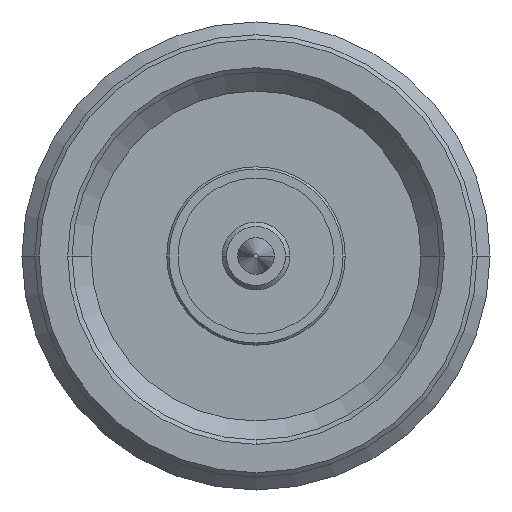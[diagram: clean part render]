
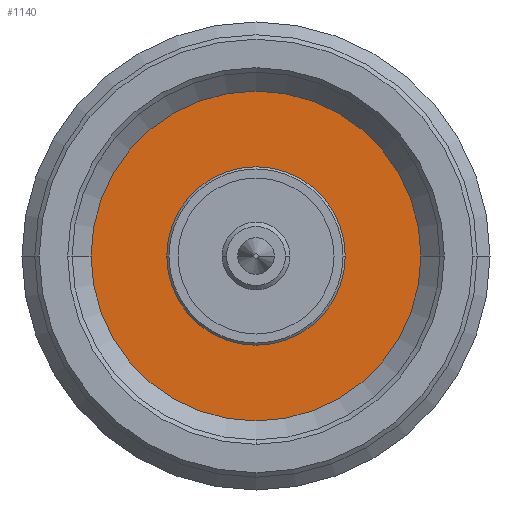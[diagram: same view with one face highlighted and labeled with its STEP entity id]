
A CAD part, left-side view. The second image highlights one B-rep face of the part: STEP entity #1140.
In plain terms, the highlighted planar face has unit normal (-1, 0, 0).
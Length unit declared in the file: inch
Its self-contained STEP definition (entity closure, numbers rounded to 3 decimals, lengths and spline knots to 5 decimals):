
#208 = FACE_BOUND ( 'NONE', #5292, .T. ) ;
#609 = DIRECTION ( 'NONE',  ( 0., 1., 0. ) ) ;
#696 = CARTESIAN_POINT ( 'NONE',  ( 0.44094, 0., 0. ) ) ;
#995 = AXIS2_PLACEMENT_3D ( 'NONE', #696, #3351, #2870 ) ;
#1028 = AXIS2_PLACEMENT_3D ( 'NONE', #5377, #6550, #5409 ) ;
#1140 = ADVANCED_FACE ( 'NONE', ( #208, #3996 ), #3460, .T. ) ;
#1348 = EDGE_CURVE ( 'NONE', #5582, #6719, #5537, .T. ) ;
#1488 = DIRECTION ( 'NONE',  ( 1., 0., 0. ) ) ;
#1890 = AXIS2_PLACEMENT_3D ( 'NONE', #2553, #1488, #5686 ) ;
#2131 = CARTESIAN_POINT ( 'NONE',  ( 0.44094, 0.34843, 0. ) ) ;
#2234 = CARTESIAN_POINT ( 'NONE',  ( 0.44094, 0.15768, 0. ) ) ;
#2488 = DIRECTION ( 'NONE',  ( -1., 0., 0. ) ) ;
#2553 = CARTESIAN_POINT ( 'NONE',  ( 0.44094, 0., 0. ) ) ;
#2682 = EDGE_CURVE ( 'NONE', #5577, #3848, #4931, .T. ) ;
#2870 = DIRECTION ( 'NONE',  ( 0., 1., 0. ) ) ;
#3284 = CARTESIAN_POINT ( 'NONE',  ( 0.44094, -0.34843, 0. ) ) ;
#3351 = DIRECTION ( 'NONE',  ( -1., 0., 0. ) ) ;
#3460 = PLANE ( 'NONE',  #3956 ) ;
#3645 = DIRECTION ( 'NONE',  ( 0., 0., 1. ) ) ;
#3722 = DIRECTION ( 'NONE',  ( 1., 0., 0. ) ) ;
#3848 = VERTEX_POINT ( 'NONE', #3284 ) ;
#3956 = AXIS2_PLACEMENT_3D ( 'NONE', #5624, #2488, #3645 ) ;
#3996 = FACE_OUTER_BOUND ( 'NONE', #5717, .T. ) ;
#4199 = ORIENTED_EDGE ( 'NONE', *, *, #6337, .T. ) ;
#4310 = CARTESIAN_POINT ( 'NONE',  ( 0.44094, -0.15768, 0. ) ) ;
#4931 = CIRCLE ( 'NONE', #1890, 0.34843 ) ;
#4953 = EDGE_CURVE ( 'NONE', #5577, #3848, #5737, .T. ) ;
#5292 = EDGE_LOOP ( 'NONE', ( #6181, #4199 ) ) ;
#5377 = CARTESIAN_POINT ( 'NONE',  ( 0.44094, 0., 0. ) ) ;
#5409 = DIRECTION ( 'NONE',  ( 0., 1., 0. ) ) ;
#5537 = CIRCLE ( 'NONE', #1028, 0.15768 ) ;
#5557 = CIRCLE ( 'NONE', #5783, 0.15768 ) ;
#5577 = VERTEX_POINT ( 'NONE', #2131 ) ;
#5582 = VERTEX_POINT ( 'NONE', #2234 ) ;
#5624 = CARTESIAN_POINT ( 'NONE',  ( 0.44094, 0., 0. ) ) ;
#5686 = DIRECTION ( 'NONE',  ( 0., 1., 0. ) ) ;
#5717 = EDGE_LOOP ( 'NONE', ( #6871, #6311 ) ) ;
#5737 = CIRCLE ( 'NONE', #995, 0.34843 ) ;
#5783 = AXIS2_PLACEMENT_3D ( 'NONE', #6421, #3722, #609 ) ;
#6181 = ORIENTED_EDGE ( 'NONE', *, *, #1348, .F. ) ;
#6311 = ORIENTED_EDGE ( 'NONE', *, *, #4953, .T. ) ;
#6337 = EDGE_CURVE ( 'NONE', #5582, #6719, #5557, .T. ) ;
#6421 = CARTESIAN_POINT ( 'NONE',  ( 0.44094, 0., 0. ) ) ;
#6550 = DIRECTION ( 'NONE',  ( -1., 0., 0. ) ) ;
#6719 = VERTEX_POINT ( 'NONE', #4310 ) ;
#6871 = ORIENTED_EDGE ( 'NONE', *, *, #2682, .F. ) ;
